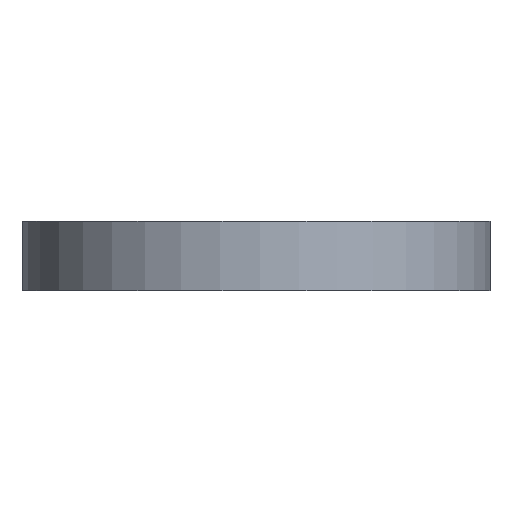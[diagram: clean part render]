
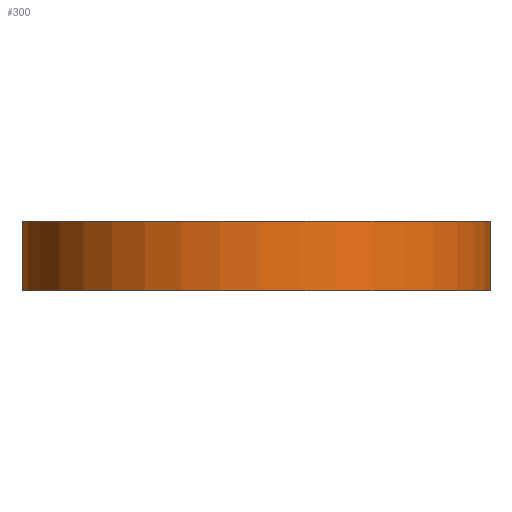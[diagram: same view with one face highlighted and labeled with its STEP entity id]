
A CAD part, left-side view. The second image highlights one B-rep face of the part: STEP entity #300.
In plain terms, the highlighted cylindrical face has radius 5.05 mm (diameter 10.1 mm), a partial arc.
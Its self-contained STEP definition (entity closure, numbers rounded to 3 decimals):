
#34=FACE_OUTER_BOUND('',#50,.T.);
#50=EDGE_LOOP('',(#229,#230,#231,#232));
#77=LINE('',#495,#103);
#79=LINE('',#503,#105);
#103=VECTOR('',#399,10.);
#105=VECTOR('',#407,10.);
#123=CIRCLE('',#339,5.05);
#124=CIRCLE('',#340,5.05);
#148=VERTEX_POINT('',#492);
#149=VERTEX_POINT('',#494);
#151=VERTEX_POINT('',#500);
#152=VERTEX_POINT('',#502);
#180=EDGE_CURVE('',#148,#149,#77,.T.);
#183=EDGE_CURVE('',#151,#148,#123,.T.);
#184=EDGE_CURVE('',#151,#152,#79,.T.);
#185=EDGE_CURVE('',#149,#152,#124,.T.);
#229=ORIENTED_EDGE('',*,*,#180,.F.);
#230=ORIENTED_EDGE('',*,*,#183,.F.);
#231=ORIENTED_EDGE('',*,*,#184,.T.);
#232=ORIENTED_EDGE('',*,*,#185,.F.);
#289=CYLINDRICAL_SURFACE('',#338,5.05);
#300=ADVANCED_FACE('',(#34),#289,.T.);
#338=AXIS2_PLACEMENT_3D('',#499,#403,#404);
#339=AXIS2_PLACEMENT_3D('',#501,#405,#406);
#340=AXIS2_PLACEMENT_3D('',#504,#408,#409);
#399=DIRECTION('',(0.,0.,-1.));
#403=DIRECTION('center_axis',(0.,0.,-1.));
#404=DIRECTION('ref_axis',(-1.,-0.016,0.));
#405=DIRECTION('center_axis',(0.,0.,1.));
#406=DIRECTION('ref_axis',(1.,0.,0.));
#407=DIRECTION('',(0.,0.,-1.));
#408=DIRECTION('center_axis',(0.,0.,-1.));
#409=DIRECTION('ref_axis',(1.,0.,0.));
#492=CARTESIAN_POINT('',(-11.319,-3.457,1.5));
#494=CARTESIAN_POINT('',(-11.319,-3.457,0.));
#495=CARTESIAN_POINT('',(-11.319,-3.457,1.5));
#499=CARTESIAN_POINT('Origin',(-15.,0.,1.5));
#500=CARTESIAN_POINT('',(-11.429,3.571,1.5));
#501=CARTESIAN_POINT('Origin',(-15.,0.,1.5));
#502=CARTESIAN_POINT('',(-11.429,3.571,0.));
#503=CARTESIAN_POINT('',(-11.429,3.571,1.5));
#504=CARTESIAN_POINT('Origin',(-15.,0.,0.));
